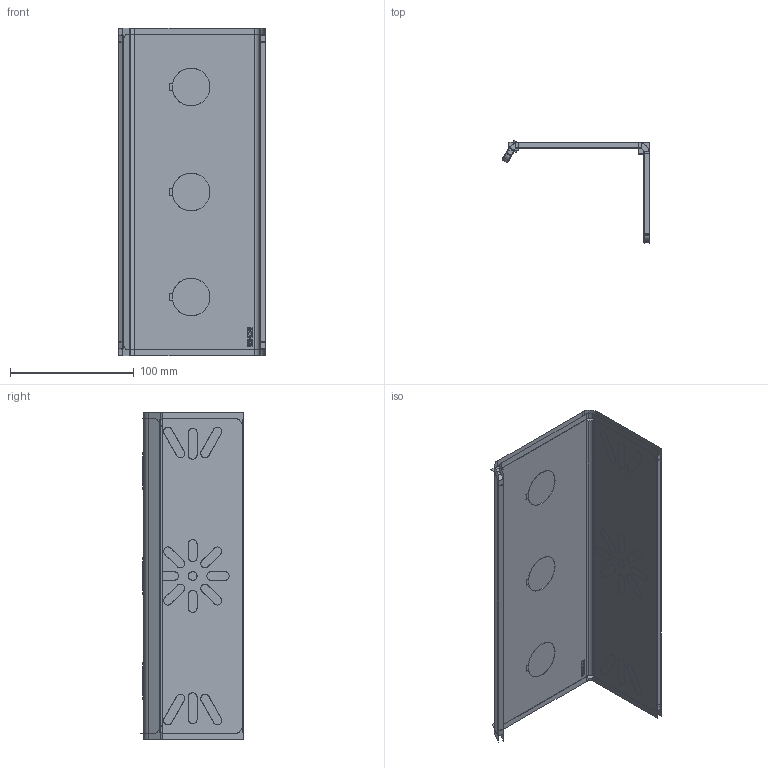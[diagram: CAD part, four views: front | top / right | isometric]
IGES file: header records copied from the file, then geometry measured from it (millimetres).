
Start section:  PTC IGES file: 163147.igs
Global section: file name: 163147.igs; native system: Creo Parametric by PTC Inc.; preprocessor: 2016260; author: pdmadmin; organization: Unknown; date: 20180302.065146; units: millimetre
Bounding box: 119.3 x 84.01 x 265.2 mm (x, y, z)
Volume: 192047.8 mm3; surface area: 499302.6 mm2
Topology: 1 solids, 1 shells, 470 faces, 2334 edges, 2848 vertices
Faces by surface type: bspline 388, revolution 82
